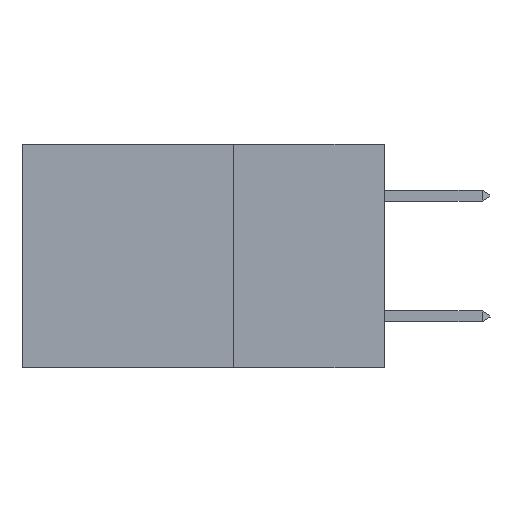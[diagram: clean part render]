
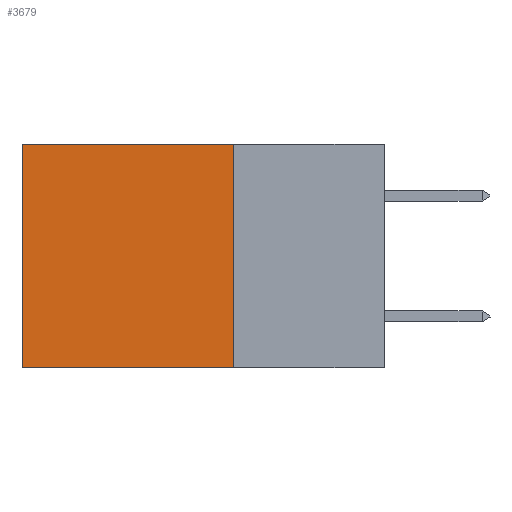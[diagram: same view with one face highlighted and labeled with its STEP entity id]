
A CAD part, left-side view. The second image highlights one B-rep face of the part: STEP entity #3679.
In plain terms, the highlighted planar face has unit normal (-1, 0, 0).
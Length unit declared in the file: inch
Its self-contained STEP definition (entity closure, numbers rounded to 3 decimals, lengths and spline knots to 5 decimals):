
#187 = DIRECTION ( 'NONE',  ( 0., 0., -1. ) ) ;
#235 = ORIENTED_EDGE ( 'NONE', *, *, #2371, .F. ) ;
#393 = ORIENTED_EDGE ( 'NONE', *, *, #1032, .T. ) ;
#610 = CARTESIAN_POINT ( 'NONE',  ( 0.2875, 0.6, 0. ) ) ;
#837 = LINE ( 'NONE', #7852, #7504 ) ;
#956 = VERTEX_POINT ( 'NONE', #3743 ) ;
#1032 = EDGE_CURVE ( 'NONE', #3380, #2366, #8595, .T. ) ;
#1264 = CARTESIAN_POINT ( 'NONE',  ( 0.2875, 0.6, 0. ) ) ;
#1461 = DIRECTION ( 'NONE',  ( 1., 0., 0. ) ) ;
#1589 = VECTOR ( 'NONE', #10080, 39.37008 ) ;
#1756 = CARTESIAN_POINT ( 'NONE',  ( 0.2875, 0.6, -0.37 ) ) ;
#1791 = LINE ( 'NONE', #5673, #6565 ) ;
#1825 = VECTOR ( 'NONE', #3839, 39.37008 ) ;
#2134 = CARTESIAN_POINT ( 'NONE',  ( 0.2875, 0.25, 0. ) ) ;
#2319 = CARTESIAN_POINT ( 'NONE',  ( 0.2875, 0.25, 0. ) ) ;
#2366 = VERTEX_POINT ( 'NONE', #1756 ) ;
#2371 = EDGE_CURVE ( 'NONE', #956, #3136, #1791, .T. ) ;
#3087 = PLANE ( 'NONE',  #3746 ) ;
#3136 = VERTEX_POINT ( 'NONE', #6129 ) ;
#3380 = VERTEX_POINT ( 'NONE', #1264 ) ;
#3423 = ORIENTED_EDGE ( 'NONE', *, *, #4932, .F. ) ;
#3679 = ADVANCED_FACE ( 'NONE', ( #9508 ), #3087, .F. ) ;
#3743 = CARTESIAN_POINT ( 'NONE',  ( 0.2875, 0.25, 0. ) ) ;
#3746 = AXIS2_PLACEMENT_3D ( 'NONE', #2319, #1461, #6936 ) ;
#3839 = DIRECTION ( 'NONE',  ( 0., 0., -1. ) ) ;
#4733 = DIRECTION ( 'NONE',  ( 0., 1., 0. ) ) ;
#4932 = EDGE_CURVE ( 'NONE', #3136, #2366, #837, .T. ) ;
#5673 = CARTESIAN_POINT ( 'NONE',  ( 0.2875, 0.25, 0. ) ) ;
#6129 = CARTESIAN_POINT ( 'NONE',  ( 0.2875, 0.25, -0.37 ) ) ;
#6522 = EDGE_CURVE ( 'NONE', #956, #3380, #7596, .T. ) ;
#6565 = VECTOR ( 'NONE', #187, 39.37008 ) ;
#6877 = EDGE_LOOP ( 'NONE', ( #393, #3423, #235, #9652 ) ) ;
#6936 = DIRECTION ( 'NONE',  ( 0., 0., -1. ) ) ;
#7504 = VECTOR ( 'NONE', #4733, 39.37008 ) ;
#7596 = LINE ( 'NONE', #2134, #1589 ) ;
#7852 = CARTESIAN_POINT ( 'NONE',  ( 0.2875, 0.25, -0.37 ) ) ;
#8595 = LINE ( 'NONE', #610, #1825 ) ;
#9508 = FACE_OUTER_BOUND ( 'NONE', #6877, .T. ) ;
#9652 = ORIENTED_EDGE ( 'NONE', *, *, #6522, .T. ) ;
#10080 = DIRECTION ( 'NONE',  ( 0., 1., 0. ) ) ;
